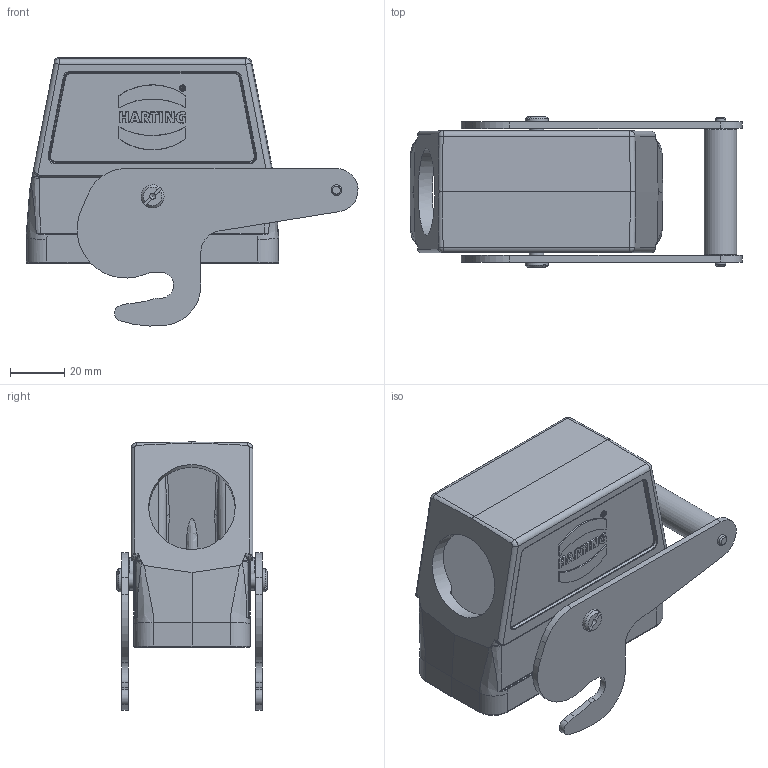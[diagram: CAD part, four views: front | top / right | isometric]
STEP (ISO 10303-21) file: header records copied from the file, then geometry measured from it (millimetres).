
FILE_DESCRIPTION(/* description */ (''),/* implementation_level */ '2;1');
FILE_NAME(/* name */ '100185969ugm000_c.stp',/* time_stamp */ '2017-10-30T09:10:03+01:00',/* author */ (''),/* organization */ (''),/* preprocessor_version */ 'ST-DEVELOPER v16',/* originating_system */ 'SIEMENS PLM Software NX 10.0',/* authorisation */ '');
FILE_SCHEMA (('AUTOMOTIVE_DESIGN { 1 0 10303 214 3 1 1 1 }'));
Length unit declared in the file: millimetre
Products named in the file (1): 100185969ugm000_c
Bounding box: 122.82 x 55.8 x 99.2 mm (x, y, z)
Volume: 100920.1 mm3; surface area: 57785.1 mm2
Topology: 2 solids, 4 shells, 592 faces, 1484 edges, 914 vertices
Faces by surface type: plane 200, cylinder 166, bspline 124, torus 49, cone 47, sphere 6
Full cylindrical faces by diameter (mm): 2.2 x2, 2.74 x4, 3.2 x2, 3.5 x4, 3.95 x2, 5.37 x2, 5.6 x2, 8.5 x2, 12 x1, 32 x1
Entity records: 24202 total; most frequent: CARTESIAN_POINT 6913, ORIENTED_EDGE 2806, DIRECTION 2584, EDGE_CURVE 1403, AXIS2_PLACEMENT_3D 996, VERTEX_POINT 887, EDGE_LOOP 662, PRESENTATION_STYLE_ASSIGNMENT 598
